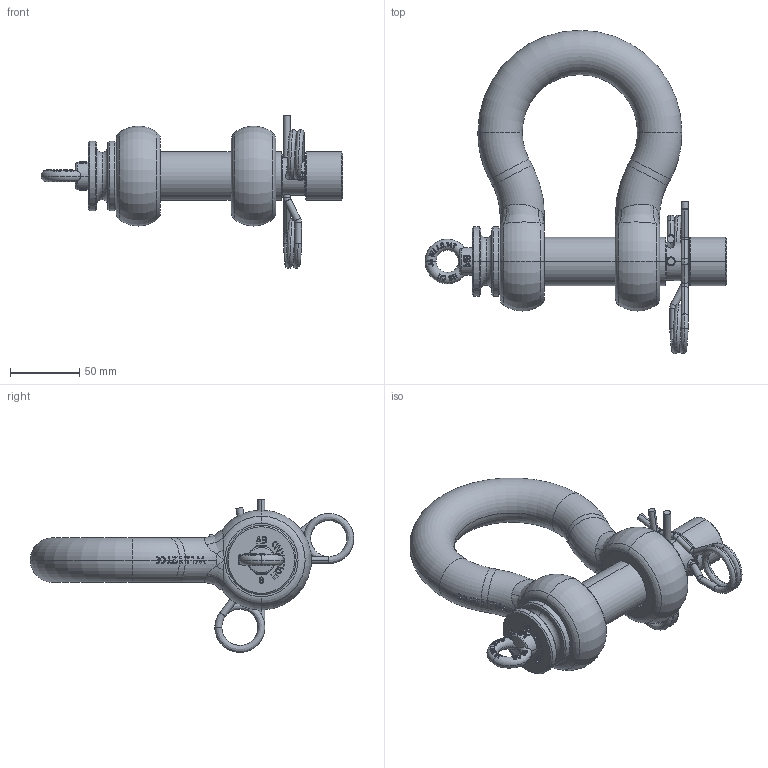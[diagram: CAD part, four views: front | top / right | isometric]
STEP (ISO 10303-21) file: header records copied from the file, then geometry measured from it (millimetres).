
FILE_DESCRIPTION (( 'STEP AP214' ), '1' );
FILE_NAME ('POGHMB32ROVRL.STEP', '2013-05-07T13:44:05', ( 'cad' ), ( '' ), 'SwSTEP 2.0', 'SolidWorks 2013', '' );
FILE_SCHEMA (( 'AUTOMOTIVE_DESIGN' ));
Length unit declared in the file: millimetre
Products named in the file (6): POZKMB35ROVRL; OHBVD05 Sluiting 32; OHOBZD008; 2352 dimensions GPZKMBxxROVRL Parametrische 35-38mm pin_POZKMB35ROVRL; ROV beugel 32mm_NGPZHDL32ROV; POGHMB32ROVRL
Assembly tree (6 placements, depth 3):
  POGHMB32ROVRL
    ROV beugel 32mm_NGPZHDL32ROV
    POZKMB35ROVRL
      2352 dimensions GPZKMBxxROVRL Parametrische 35-38mm pin_POZKMB35ROVRL
      OHOBZD008
      OHBVD05 Sluiting 32  x2
Bounding box: 217.4 x 232.99 x 109.99 mm (x, y, z)
Volume: 606201.6 mm3; surface area: 100822.1 mm2
Topology: 5 solids, 5 shells, 1075 faces, 2874 edges, 1849 vertices
Faces by surface type: bspline 413, plane 393, torus 145, cylinder 106, cone 16, sphere 2
Entity records: 57639 total; most frequent: CARTESIAN_POINT 35431, ORIENTED_EDGE 5602, DIRECTION 2963, EDGE_CURVE 2801, VERTEX_POINT 1815, B_SPLINE_CURVE_WITH_KNOTS 1543, EDGE_LOOP 1108, AXIS2_PLACEMENT_3D 1079
